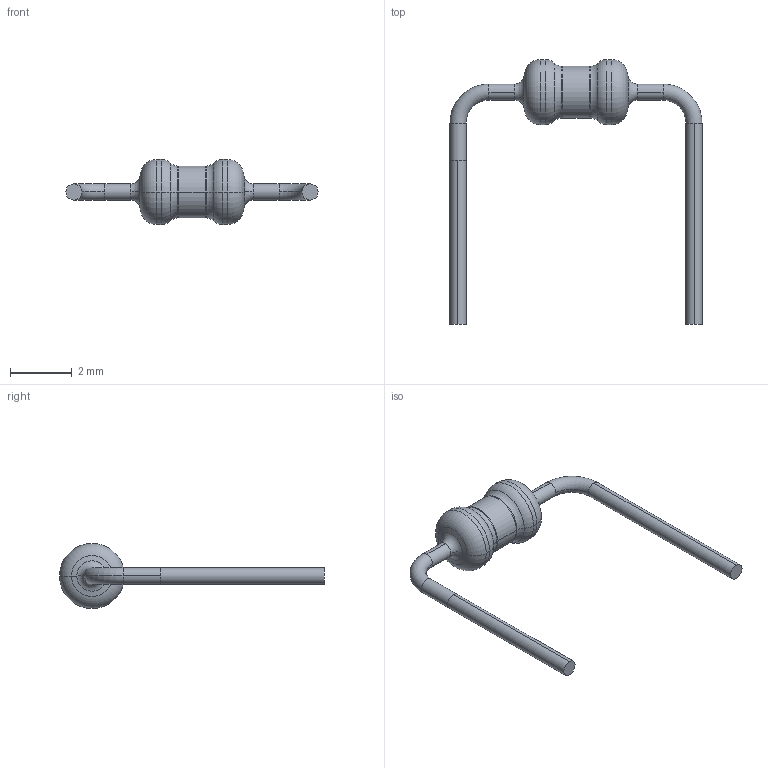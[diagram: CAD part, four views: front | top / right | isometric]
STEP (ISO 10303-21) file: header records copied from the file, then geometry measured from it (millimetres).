
FILE_DESCRIPTION (( 'STEP AP214' ), '1' );
FILE_NAME ('User Library-Eighth_watt_resistor_300spacing.STEP', '2018-04-04T18:26:05', ( '' ), ( '' ), 'SwSTEP 2.0', 'SolidWorks 2018', '' );
FILE_SCHEMA (( 'AUTOMOTIVE_DESIGN' ));
Length unit declared in the file: millimetre
Products named in the file (1): User Library-Eighth_watt_resistor_300spacing
Bounding box: 8.14 x 8.55 x 2.1 mm (x, y, z)
Volume: 13.1 mm3; surface area: 54.7 mm2
Topology: 2 solids, 2 shells, 48 faces, 102 edges, 58 vertices
Faces by surface type: torus 24, cylinder 16, plane 4, cone 4
Entity records: 1879 total; most frequent: DIRECTION 282, CARTESIAN_POINT 209, ORIENTED_EDGE 204, AXIS2_PLACEMENT_3D 131, EDGE_CURVE 102, CIRCLE 82, VERTEX_POINT 58, UNCERTAINTY_MEASURE_WITH_UNIT 52
